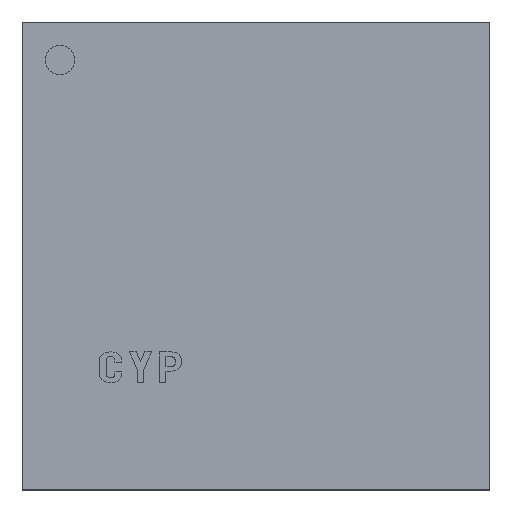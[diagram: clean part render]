
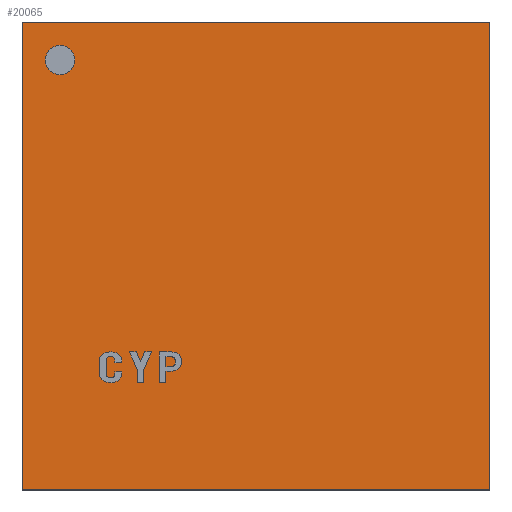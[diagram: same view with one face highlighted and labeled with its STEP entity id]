
A CAD part, top view. The second image highlights one B-rep face of the part: STEP entity #20065.
In plain terms, the highlighted planar face has unit normal (0, 0, 1).
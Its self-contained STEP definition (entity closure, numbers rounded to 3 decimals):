
#76=FACE_BOUND('',#2382,.T.);
#306=CIRCLE('',#21378,0.25);
#1186=FACE_OUTER_BOUND('',#2381,.T.);
#2381=EDGE_LOOP('',(#13400,#13401,#13402,#13403));
#2382=EDGE_LOOP('',(#13404));
#3809=LINE('',#28620,#6205);
#3813=LINE('',#28627,#6209);
#3816=LINE('',#28633,#6212);
#3818=LINE('',#28636,#6214);
#6205=VECTOR('',#23011,1000.);
#6209=VECTOR('',#23017,1000.);
#6212=VECTOR('',#23022,1000.);
#6214=VECTOR('',#23026,1000.);
#8595=VERTEX_POINT('',#28610);
#8598=VERTEX_POINT('',#28617);
#8599=VERTEX_POINT('',#28619);
#8601=VERTEX_POINT('',#28625);
#8603=VERTEX_POINT('',#28631);
#10508=EDGE_CURVE('',#8595,#8595,#306,.T.);
#10511=EDGE_CURVE('',#8599,#8598,#3809,.T.);
#10515=EDGE_CURVE('',#8598,#8601,#3813,.T.);
#10518=EDGE_CURVE('',#8601,#8603,#3816,.T.);
#10520=EDGE_CURVE('',#8603,#8599,#3818,.T.);
#13400=ORIENTED_EDGE('',*,*,#10511,.T.);
#13401=ORIENTED_EDGE('',*,*,#10515,.T.);
#13402=ORIENTED_EDGE('',*,*,#10518,.T.);
#13403=ORIENTED_EDGE('',*,*,#10520,.T.);
#13404=ORIENTED_EDGE('',*,*,#10508,.F.);
#19090=PLANE('',#21383);
#20065=ADVANCED_FACE('',(#1186,#76),#19090,.T.);
#21378=AXIS2_PLACEMENT_3D('',#28612,#23005,#23006);
#21383=AXIS2_PLACEMENT_3D('',#28637,#23027,#23028);
#23005=DIRECTION('center_axis',(0.,0.,1.));
#23006=DIRECTION('ref_axis',(1.,0.,0.));
#23011=DIRECTION('',(0.,-1.,0.));
#23017=DIRECTION('',(1.,0.,0.));
#23022=DIRECTION('',(0.,1.,0.));
#23026=DIRECTION('',(-1.,0.,0.));
#23027=DIRECTION('center_axis',(0.,0.,1.));
#23028=DIRECTION('ref_axis',(1.,0.,0.));
#28610=CARTESIAN_POINT('',(-3.6,3.35,1.));
#28612=CARTESIAN_POINT('Origin',(-3.35,3.35,1.));
#28617=CARTESIAN_POINT('',(-4.,-4.,1.));
#28619=CARTESIAN_POINT('',(-4.,4.,1.));
#28620=CARTESIAN_POINT('',(-4.,4.,1.));
#28625=CARTESIAN_POINT('',(4.,-4.,1.));
#28627=CARTESIAN_POINT('',(-4.,-4.,1.));
#28631=CARTESIAN_POINT('',(4.,4.,1.));
#28633=CARTESIAN_POINT('',(4.,-4.,1.));
#28636=CARTESIAN_POINT('',(4.,4.,1.));
#28637=CARTESIAN_POINT('Origin',(0.,0.,1.));
